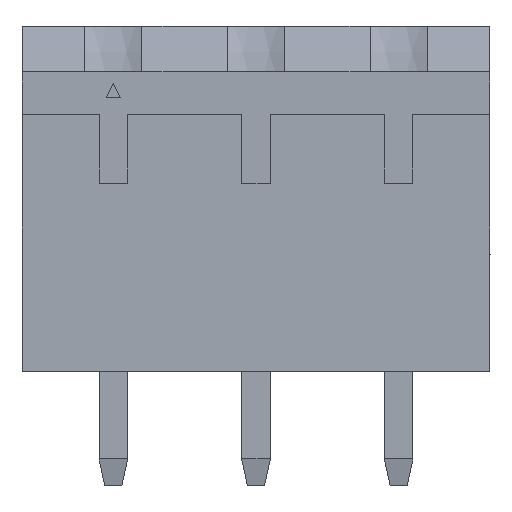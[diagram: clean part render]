
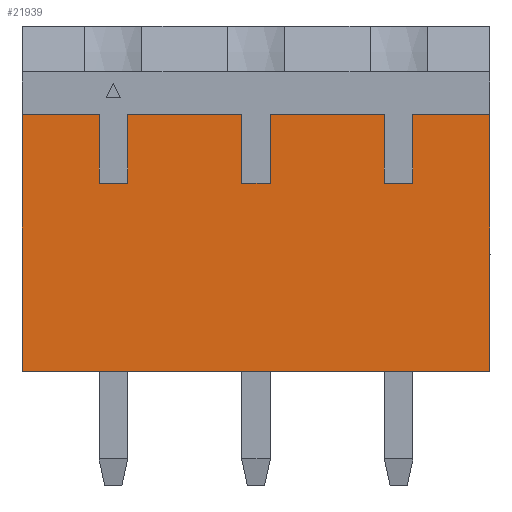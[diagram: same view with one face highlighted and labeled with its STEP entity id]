
A CAD part, top view. The second image highlights one B-rep face of the part: STEP entity #21939.
In plain terms, the highlighted planar face has unit normal (0, 0, 1).
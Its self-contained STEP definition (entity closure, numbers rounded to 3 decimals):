
#354 = VECTOR ( 'NONE', #9663, 1000. ) ;
#499 = EDGE_CURVE ( 'NONE', #21056, #14742, #24560, .T. ) ;
#571 = VERTEX_POINT ( 'NONE', #4734 ) ;
#593 = CARTESIAN_POINT ( 'NONE',  ( 7.7, 6.6, 7.8 ) ) ;
#633 = VECTOR ( 'NONE', #16188, 1000. ) ;
#663 = EDGE_CURVE ( 'NONE', #571, #21056, #7916, .T. ) ;
#741 = ORIENTED_EDGE ( 'NONE', *, *, #10670, .T. ) ;
#749 = VECTOR ( 'NONE', #24555, 1000. ) ;
#1269 = EDGE_CURVE ( 'NONE', #571, #15886, #5247, .T. ) ;
#1287 = EDGE_CURVE ( 'NONE', #18950, #12180, #19362, .T. ) ;
#1633 = VERTEX_POINT ( 'NONE', #2824 ) ;
#1849 = DIRECTION ( 'NONE',  ( 0., -1., 0. ) ) ;
#2246 = EDGE_CURVE ( 'NONE', #9141, #14939, #12244, .T. ) ;
#2341 = EDGE_CURVE ( 'NONE', #1633, #20753, #22162, .T. ) ;
#2401 = ORIENTED_EDGE ( 'NONE', *, *, #499, .T. ) ;
#2403 = DIRECTION ( 'NONE',  ( -1., 0., 0. ) ) ;
#2630 = DIRECTION ( 'NONE',  ( -1., 0., 0. ) ) ;
#2824 = CARTESIAN_POINT ( 'NONE',  ( 2.7, 9., 7.8 ) ) ;
#3019 = LINE ( 'NONE', #7528, #749 ) ;
#3022 = CARTESIAN_POINT ( 'NONE',  ( 16.4, 9., 7.8 ) ) ;
#3127 = VECTOR ( 'NONE', #25662, 1000. ) ;
#3482 = AXIS2_PLACEMENT_3D ( 'NONE', #20293, #6663, #6168 ) ;
#3770 = LINE ( 'NONE', #7905, #3127 ) ;
#3791 = ORIENTED_EDGE ( 'NONE', *, *, #4225, .T. ) ;
#4040 = DIRECTION ( 'NONE',  ( 0., -1., 0. ) ) ;
#4127 = DIRECTION ( 'NONE',  ( -1., 0., 0. ) ) ;
#4225 = EDGE_CURVE ( 'NONE', #14742, #20263, #11351, .T. ) ;
#4734 = CARTESIAN_POINT ( 'NONE',  ( 16.4, 0., 7.8 ) ) ;
#4928 = ORIENTED_EDGE ( 'NONE', *, *, #663, .T. ) ;
#5247 = LINE ( 'NONE', #21448, #17822 ) ;
#5379 = ORIENTED_EDGE ( 'NONE', *, *, #1269, .F. ) ;
#5809 = CARTESIAN_POINT ( 'NONE',  ( 13.7, 9., 7.8 ) ) ;
#6166 = EDGE_CURVE ( 'NONE', #24787, #14034, #10476, .T. ) ;
#6168 = DIRECTION ( 'NONE',  ( 1., 0., 0. ) ) ;
#6300 = FACE_OUTER_BOUND ( 'NONE', #20825, .T. ) ;
#6663 = DIRECTION ( 'NONE',  ( 0., 0., 1. ) ) ;
#6861 = CARTESIAN_POINT ( 'NONE',  ( 3.7, 6.6, 7.8 ) ) ;
#7053 = CARTESIAN_POINT ( 'NONE',  ( 12.7, 9., 7.8 ) ) ;
#7372 = CARTESIAN_POINT ( 'NONE',  ( 8.7, 6.6, 7.8 ) ) ;
#7489 = LINE ( 'NONE', #23344, #354 ) ;
#7528 = CARTESIAN_POINT ( 'NONE',  ( 0., 9., 7.8 ) ) ;
#7541 = VECTOR ( 'NONE', #2403, 1000. ) ;
#7905 = CARTESIAN_POINT ( 'NONE',  ( 12.7, 9., 7.8 ) ) ;
#7916 = LINE ( 'NONE', #14126, #20299 ) ;
#7919 = LINE ( 'NONE', #9828, #633 ) ;
#7924 = ORIENTED_EDGE ( 'NONE', *, *, #22837, .T. ) ;
#8159 = EDGE_CURVE ( 'NONE', #1633, #14034, #13666, .T. ) ;
#8580 = PLANE ( 'NONE',  #3482 ) ;
#8671 = LINE ( 'NONE', #20268, #18961 ) ;
#9141 = VERTEX_POINT ( 'NONE', #7372 ) ;
#9181 = EDGE_CURVE ( 'NONE', #13750, #9141, #7489, .T. ) ;
#9377 = DIRECTION ( 'NONE',  ( 0., -1., 0. ) ) ;
#9411 = CARTESIAN_POINT ( 'NONE',  ( 0., 9., 7.8 ) ) ;
#9568 = CARTESIAN_POINT ( 'NONE',  ( 0., 0., 7.8 ) ) ;
#9663 = DIRECTION ( 'NONE',  ( 0., -1., 0. ) ) ;
#9828 = CARTESIAN_POINT ( 'NONE',  ( 7.7, 9., 7.8 ) ) ;
#9861 = VECTOR ( 'NONE', #23139, 1000. ) ;
#10458 = ORIENTED_EDGE ( 'NONE', *, *, #9181, .T. ) ;
#10471 = VECTOR ( 'NONE', #21014, 1000. ) ;
#10476 = LINE ( 'NONE', #6861, #10471 ) ;
#10670 = EDGE_CURVE ( 'NONE', #20263, #18491, #8671, .T. ) ;
#10801 = ORIENTED_EDGE ( 'NONE', *, *, #1287, .T. ) ;
#11351 = LINE ( 'NONE', #5809, #19527 ) ;
#12180 = VERTEX_POINT ( 'NONE', #14911 ) ;
#12244 = LINE ( 'NONE', #19831, #14155 ) ;
#13108 = DIRECTION ( 'NONE',  ( -1., 0., 0. ) ) ;
#13497 = EDGE_CURVE ( 'NONE', #12180, #24787, #16073, .T. ) ;
#13523 = EDGE_CURVE ( 'NONE', #18950, #14939, #7919, .T. ) ;
#13666 = LINE ( 'NONE', #19660, #21770 ) ;
#13750 = VERTEX_POINT ( 'NONE', #19138 ) ;
#13925 = VECTOR ( 'NONE', #4040, 1000. ) ;
#14034 = VERTEX_POINT ( 'NONE', #22047 ) ;
#14126 = CARTESIAN_POINT ( 'NONE',  ( 16.4, 9., 7.8 ) ) ;
#14155 = VECTOR ( 'NONE', #4127, 1000. ) ;
#14160 = DIRECTION ( 'NONE',  ( -1., 0., 0. ) ) ;
#14239 = CARTESIAN_POINT ( 'NONE',  ( 16.4, 9., 7.8 ) ) ;
#14241 = ORIENTED_EDGE ( 'NONE', *, *, #6166, .T. ) ;
#14516 = CARTESIAN_POINT ( 'NONE',  ( 3.7, 6.6, 7.8 ) ) ;
#14742 = VERTEX_POINT ( 'NONE', #18262 ) ;
#14911 = CARTESIAN_POINT ( 'NONE',  ( 3.7, 9., 7.8 ) ) ;
#14939 = VERTEX_POINT ( 'NONE', #593 ) ;
#15689 = CARTESIAN_POINT ( 'NONE',  ( 3.7, 9., 7.8 ) ) ;
#15806 = DIRECTION ( 'NONE',  ( 0., 1., 0. ) ) ;
#15886 = VERTEX_POINT ( 'NONE', #9568 ) ;
#16073 = LINE ( 'NONE', #15689, #13925 ) ;
#16188 = DIRECTION ( 'NONE',  ( 0., -1., 0. ) ) ;
#16451 = ORIENTED_EDGE ( 'NONE', *, *, #22746, .F. ) ;
#17348 = ORIENTED_EDGE ( 'NONE', *, *, #2246, .T. ) ;
#17350 = CARTESIAN_POINT ( 'NONE',  ( 16.4, 9., 7.8 ) ) ;
#17822 = VECTOR ( 'NONE', #13108, 1000. ) ;
#18262 = CARTESIAN_POINT ( 'NONE',  ( 13.7, 9., 7.8 ) ) ;
#18378 = EDGE_CURVE ( 'NONE', #19552, #18491, #3770, .T. ) ;
#18491 = VERTEX_POINT ( 'NONE', #18732 ) ;
#18732 = CARTESIAN_POINT ( 'NONE',  ( 12.7, 6.6, 7.8 ) ) ;
#18950 = VERTEX_POINT ( 'NONE', #19735 ) ;
#18961 = VECTOR ( 'NONE', #14160, 1000. ) ;
#19138 = CARTESIAN_POINT ( 'NONE',  ( 8.7, 9., 7.8 ) ) ;
#19362 = LINE ( 'NONE', #17350, #19941 ) ;
#19527 = VECTOR ( 'NONE', #9377, 1000. ) ;
#19552 = VERTEX_POINT ( 'NONE', #7053 ) ;
#19631 = DIRECTION ( 'NONE',  ( -1., 0., 0. ) ) ;
#19660 = CARTESIAN_POINT ( 'NONE',  ( 2.7, 9., 7.8 ) ) ;
#19735 = CARTESIAN_POINT ( 'NONE',  ( 7.7, 9., 7.8 ) ) ;
#19831 = CARTESIAN_POINT ( 'NONE',  ( 8.7, 6.6, 7.8 ) ) ;
#19941 = VECTOR ( 'NONE', #19631, 1000. ) ;
#20214 = CARTESIAN_POINT ( 'NONE',  ( 16.4, 9., 7.8 ) ) ;
#20263 = VERTEX_POINT ( 'NONE', #25253 ) ;
#20268 = CARTESIAN_POINT ( 'NONE',  ( 13.7, 6.6, 7.8 ) ) ;
#20293 = CARTESIAN_POINT ( 'NONE',  ( 16.4, 9., 7.8 ) ) ;
#20299 = VECTOR ( 'NONE', #15806, 1000. ) ;
#20753 = VERTEX_POINT ( 'NONE', #9411 ) ;
#20825 = EDGE_LOOP ( 'NONE', ( #3791, #741, #21433, #7924, #10458, #17348, #20969, #10801, #21601, #14241, #23454, #21671, #16451, #5379, #4928, #2401 ) ) ;
#20969 = ORIENTED_EDGE ( 'NONE', *, *, #13523, .F. ) ;
#21014 = DIRECTION ( 'NONE',  ( -1., 0., 0. ) ) ;
#21056 = VERTEX_POINT ( 'NONE', #14239 ) ;
#21433 = ORIENTED_EDGE ( 'NONE', *, *, #18378, .F. ) ;
#21448 = CARTESIAN_POINT ( 'NONE',  ( 16.4, 0., 7.8 ) ) ;
#21601 = ORIENTED_EDGE ( 'NONE', *, *, #13497, .T. ) ;
#21671 = ORIENTED_EDGE ( 'NONE', *, *, #2341, .T. ) ;
#21770 = VECTOR ( 'NONE', #1849, 1000. ) ;
#21939 = ADVANCED_FACE ( 'NONE', ( #6300 ), #8580, .T. ) ;
#22047 = CARTESIAN_POINT ( 'NONE',  ( 2.7, 6.6, 7.8 ) ) ;
#22162 = LINE ( 'NONE', #20214, #7541 ) ;
#22746 = EDGE_CURVE ( 'NONE', #15886, #20753, #3019, .T. ) ;
#22837 = EDGE_CURVE ( 'NONE', #19552, #13750, #25057, .T. ) ;
#23012 = CARTESIAN_POINT ( 'NONE',  ( 16.4, 9., 7.8 ) ) ;
#23129 = VECTOR ( 'NONE', #2630, 1000. ) ;
#23139 = DIRECTION ( 'NONE',  ( -1., 0., 0. ) ) ;
#23344 = CARTESIAN_POINT ( 'NONE',  ( 8.7, 9., 7.8 ) ) ;
#23454 = ORIENTED_EDGE ( 'NONE', *, *, #8159, .F. ) ;
#24555 = DIRECTION ( 'NONE',  ( 0., 1., 0. ) ) ;
#24560 = LINE ( 'NONE', #3022, #23129 ) ;
#24787 = VERTEX_POINT ( 'NONE', #14516 ) ;
#25057 = LINE ( 'NONE', #23012, #9861 ) ;
#25253 = CARTESIAN_POINT ( 'NONE',  ( 13.7, 6.6, 7.8 ) ) ;
#25662 = DIRECTION ( 'NONE',  ( 0., -1., 0. ) ) ;
